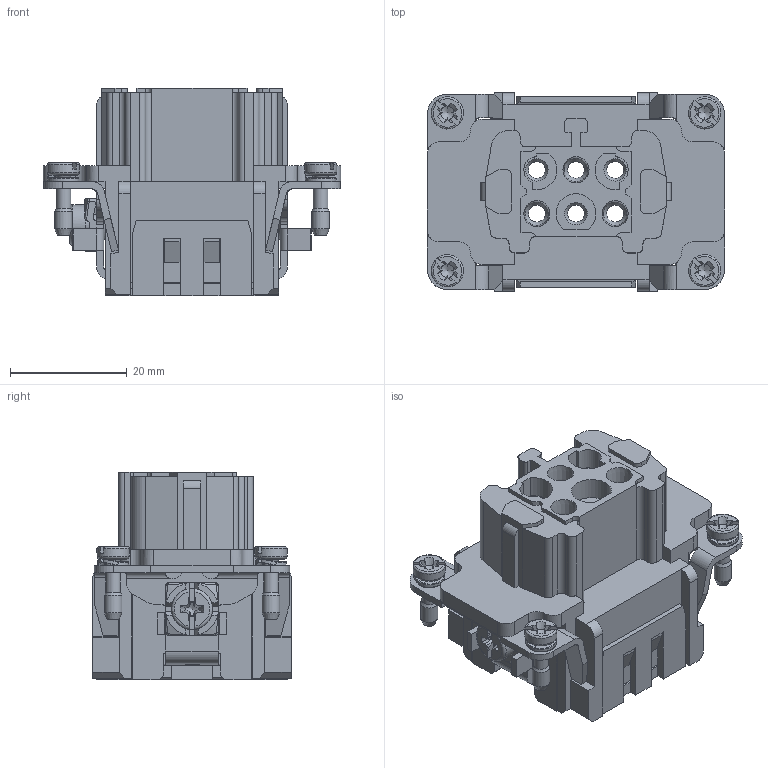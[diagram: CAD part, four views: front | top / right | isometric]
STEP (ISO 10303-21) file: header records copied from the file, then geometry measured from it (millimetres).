
FILE_DESCRIPTION(/* description */ (''),/* implementation_level */ '2;1');
FILE_NAME(/* name */ '100094786ugm000_d.stp',/* time_stamp */ '2018-01-05T15:08:34+01:00',/* author */ (''),/* organization */ (''),/* preprocessor_version */ 'ST-DEVELOPER v16',/* originating_system */ 'SIEMENS PLM Software NX 10.0',/* authorisation */ '');
FILE_SCHEMA (('AUTOMOTIVE_DESIGN { 1 0 10303 214 3 1 1 1 }'));
Length unit declared in the file: millimetre
Products named in the file (1): 100094786ugm000_d
Bounding box: 50.85 x 33.9 x 35.5 mm (x, y, z)
Volume: 23492.3 mm3; surface area: 19687.5 mm2
Topology: 1 solids, 1 shells, 1143 faces, 3609 edges, 2609 vertices
Faces by surface type: plane 714, cylinder 244, bspline 118, cone 55, torus 12
Full cylindrical faces by diameter (mm): 2.13 x2, 2.285 x2, 2.5 x8, 2.85 x6, 3 x4, 3.242 x1, 3.5 x1, 3.7 x1, 4 x1, 4.5 x2, 4.85 x6, 5.5 x4, 7 x1
Entity records: 49030 total; most frequent: CARTESIAN_POINT 14807, ORIENTED_EDGE 6514, DIRECTION 5542, EDGE_CURVE 3257, VERTEX_POINT 2206, LINE 1972, VECTOR 1972, AXIS2_PLACEMENT_3D 1785
